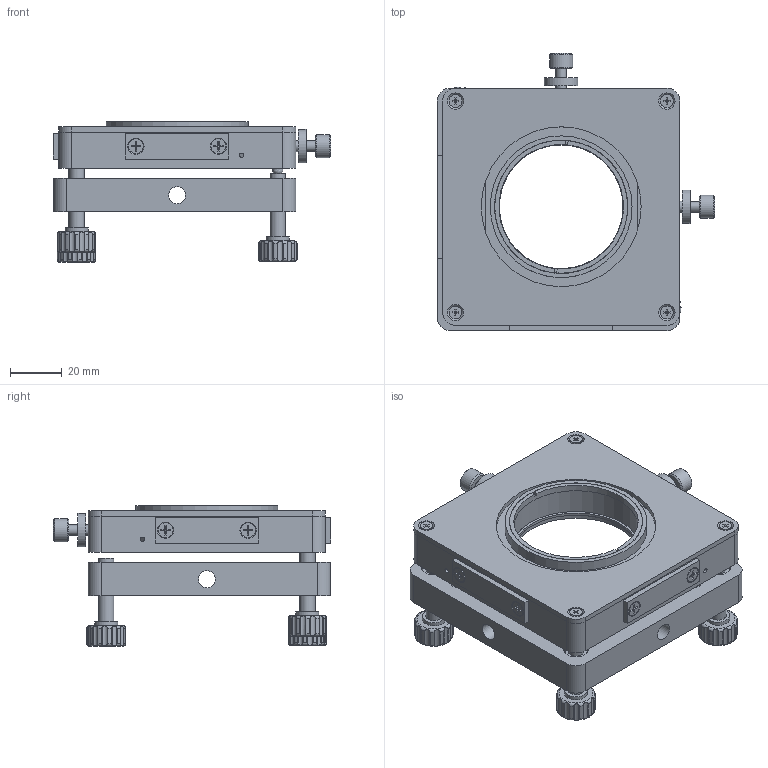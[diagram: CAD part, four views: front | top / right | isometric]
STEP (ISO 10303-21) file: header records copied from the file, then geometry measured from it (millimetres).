
FILE_DESCRIPTION (( 'STEP AP203' ), '1' );
FILE_NAME ('04MOM-2(M).STEP', '2023-09-01T04:04:48', ( '' ), ( '' ), 'SwSTEP 2.0', 'SolidWorks 2022', '' );
FILE_SCHEMA (( 'CONFIG_CONTROL_DESIGN' ));
Length unit declared in the file: millimetre
Products named in the file (1): 04MOM-2(M)
Bounding box: 107.5 x 107.5 x 54.5 mm (x, y, z)
Surface area: 56812.9 mm2 (no closed solid volume)
Topology: 0 solids, 37 shells, 459 faces, 1318 edges, 906 vertices
Faces by surface type: cylinder 209, plane 187, cone 56, torus 6, sphere 1
Full cylindrical faces by diameter (mm): 1.7 x2, 4.1 x2, 4.27 x1, 4.7 x3, 5.8 x4, 6 x3, 6.5 x2, 7 x4, 9 x5, 9.5 x3, 12 x2, 13 x2, 48 x2, 48.3 x1, 51.6 x1, 51.689 x1, 54 x1, 55 x2, 62 x1
Entity records: 15624 total; most frequent: CARTESIAN_POINT 4156, DIRECTION 2248, ORIENTED_EDGE 2187, EDGE_CURVE 1215, VERTEX_POINT 877, AXIS2_PLACEMENT_3D 809, VECTOR 630, LINE 630
